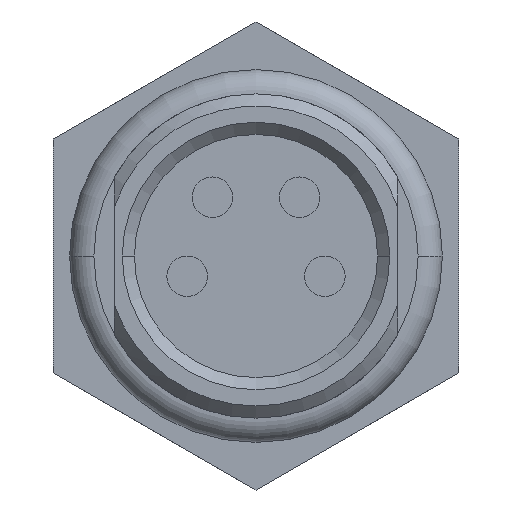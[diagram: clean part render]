
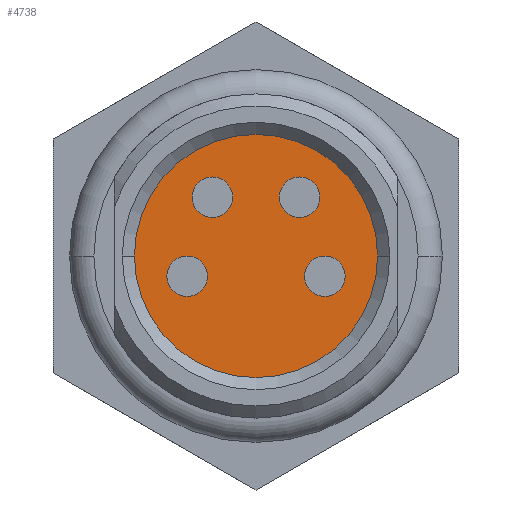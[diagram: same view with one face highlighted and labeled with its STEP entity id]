
A CAD part, left-side view. The second image highlights one B-rep face of the part: STEP entity #4738.
In plain terms, the highlighted planar face has unit normal (-1, 0, 0).
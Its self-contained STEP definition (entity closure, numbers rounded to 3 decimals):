
#2122=CARTESIAN_POINT('',(-4.,0.,0.));
#2123=DIRECTION('',(-1.,0.,0.));
#2124=DIRECTION('',(0.,0.,1.));
#2125=AXIS2_PLACEMENT_3D('',#2122,#2123,#2124);
#2130=CARTESIAN_POINT('',(-4.,0.,0.));
#2131=DIRECTION('',(-1.,0.,0.));
#2132=DIRECTION('',(0.,0.,-1.));
#2133=AXIS2_PLACEMENT_3D('',#2130,#2131,#2132);
#2138=CARTESIAN_POINT('',(-4.,1.7,-0.5));
#2139=DIRECTION('',(1.,0.,0.));
#2140=DIRECTION('',(0.,0.,-1.));
#2141=AXIS2_PLACEMENT_3D('',#2138,#2139,#2140);
#2146=CARTESIAN_POINT('',(-4.,1.7,-0.5));
#2147=DIRECTION('',(1.,0.,0.));
#2148=DIRECTION('',(0.,0.,1.));
#2149=AXIS2_PLACEMENT_3D('',#2146,#2147,#2148);
#2154=CARTESIAN_POINT('',(-4.,-1.7,-0.5));
#2155=DIRECTION('',(1.,0.,0.));
#2156=DIRECTION('',(0.,0.,-1.));
#2157=AXIS2_PLACEMENT_3D('',#2154,#2155,#2156);
#2162=CARTESIAN_POINT('',(-4.,-1.7,-0.5));
#2163=DIRECTION('',(1.,0.,0.));
#2164=DIRECTION('',(0.,0.,1.));
#2165=AXIS2_PLACEMENT_3D('',#2162,#2163,#2164);
#2170=CARTESIAN_POINT('',(-4.,-1.075,1.45));
#2171=DIRECTION('',(1.,0.,0.));
#2172=DIRECTION('',(0.,0.,-1.));
#2173=AXIS2_PLACEMENT_3D('',#2170,#2171,#2172);
#2178=CARTESIAN_POINT('',(-4.,-1.075,1.45));
#2179=DIRECTION('',(1.,0.,0.));
#2180=DIRECTION('',(0.,0.,1.));
#2181=AXIS2_PLACEMENT_3D('',#2178,#2179,#2180);
#2186=CARTESIAN_POINT('',(-4.,1.075,1.45));
#2187=DIRECTION('',(1.,0.,0.));
#2188=DIRECTION('',(0.,0.,-1.));
#2189=AXIS2_PLACEMENT_3D('',#2186,#2187,#2188);
#2194=CARTESIAN_POINT('',(-4.,1.075,1.45));
#2195=DIRECTION('',(1.,0.,0.));
#2196=DIRECTION('',(0.,0.,1.));
#2197=AXIS2_PLACEMENT_3D('',#2194,#2195,#2196);
#2567=CARTESIAN_POINT('',(-4.,1.7,0.));
#2569=VERTEX_POINT('',#2567);
#2575=CARTESIAN_POINT('',(-4.,1.7,-1.));
#2576=VERTEX_POINT('',#2575);
#2577=CARTESIAN_POINT('',(-4.,-1.7,0.));
#2579=VERTEX_POINT('',#2577);
#2585=CARTESIAN_POINT('',(-4.,-1.7,-1.));
#2586=VERTEX_POINT('',#2585);
#2617=CARTESIAN_POINT('',(-4.,0.,-3.));
#2619=VERTEX_POINT('',#2617);
#2624=CARTESIAN_POINT('',(-4.,0.,3.));
#2625=VERTEX_POINT('',#2624);
#2626=CARTESIAN_POINT('',(-4.,-1.075,1.95));
#2628=VERTEX_POINT('',#2626);
#2632=CARTESIAN_POINT('',(-4.,-1.075,0.95));
#2633=VERTEX_POINT('',#2632);
#2659=CARTESIAN_POINT('',(-4.,1.075,1.95));
#2660=CARTESIAN_POINT('',(-4.,1.075,0.95));
#2661=VERTEX_POINT('',#2659);
#2662=VERTEX_POINT('',#2660);
#4704=CARTESIAN_POINT('',(-4.,0.,0.));
#4705=DIRECTION('',(-1.,0.,0.));
#4706=DIRECTION('',(0.,0.,1.));
#4707=AXIS2_PLACEMENT_3D('',#4704,#4705,#4706);
#4708=PLANE('',#4707);
#4709=ORIENTED_EDGE('',*,*,#4693,.F.);
#4711=ORIENTED_EDGE('',*,*,#4710,.F.);
#4712=EDGE_LOOP('',(#4709,#4711));
#4713=FACE_OUTER_BOUND('',#4712,.F.);
#4715=ORIENTED_EDGE('',*,*,#4714,.F.);
#4717=ORIENTED_EDGE('',*,*,#4716,.F.);
#4718=EDGE_LOOP('',(#4715,#4717));
#4719=FACE_BOUND('',#4718,.F.);
#4721=ORIENTED_EDGE('',*,*,#4720,.F.);
#4723=ORIENTED_EDGE('',*,*,#4722,.F.);
#4724=EDGE_LOOP('',(#4721,#4723));
#4725=FACE_BOUND('',#4724,.F.);
#4727=ORIENTED_EDGE('',*,*,#4726,.F.);
#4729=ORIENTED_EDGE('',*,*,#4728,.F.);
#4730=EDGE_LOOP('',(#4727,#4729));
#4731=FACE_BOUND('',#4730,.F.);
#4733=ORIENTED_EDGE('',*,*,#4732,.F.);
#4735=ORIENTED_EDGE('',*,*,#4734,.F.);
#4736=EDGE_LOOP('',(#4733,#4735));
#4737=FACE_BOUND('',#4736,.F.);
#4738=ADVANCED_FACE('',(#4713,#4719,#4725,#4731,#4737),#4708,.T.);
#2126=CIRCLE('',#2125,3.);
#2134=CIRCLE('',#2133,3.);
#2142=CIRCLE('',#2141,0.5);
#2150=CIRCLE('',#2149,0.5);
#2158=CIRCLE('',#2157,0.5);
#2166=CIRCLE('',#2165,0.5);
#2174=CIRCLE('',#2173,0.5);
#2182=CIRCLE('',#2181,0.5);
#2190=CIRCLE('',#2189,0.5);
#2198=CIRCLE('',#2197,0.5);
#4693=EDGE_CURVE('',#2625,#2619,#2126,.T.);
#4710=EDGE_CURVE('',#2619,#2625,#2134,.T.);
#4714=EDGE_CURVE('',#2576,#2569,#2142,.T.);
#4716=EDGE_CURVE('',#2569,#2576,#2150,.T.);
#4720=EDGE_CURVE('',#2586,#2579,#2158,.T.);
#4722=EDGE_CURVE('',#2579,#2586,#2166,.T.);
#4726=EDGE_CURVE('',#2633,#2628,#2174,.T.);
#4728=EDGE_CURVE('',#2628,#2633,#2182,.T.);
#4732=EDGE_CURVE('',#2662,#2661,#2190,.T.);
#4734=EDGE_CURVE('',#2661,#2662,#2198,.T.);
